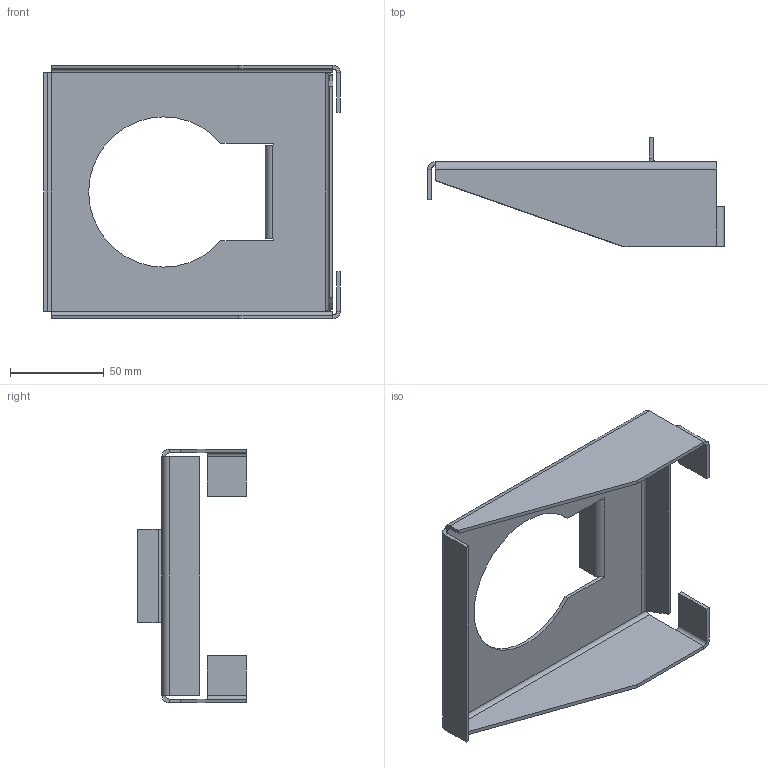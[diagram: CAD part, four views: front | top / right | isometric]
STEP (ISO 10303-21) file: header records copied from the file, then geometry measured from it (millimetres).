
FILE_DESCRIPTION((''),'2;1');
FILE_NAME('SHEETMETAL4','2017-11-01T21:19:25',('GKam'),(''),'CREO PARAMETRIC BY PTC INC, 2016510','CREO PARAMETRIC BY PTC INC, 2016510','');
FILE_SCHEMA(('AP242_MANAGED_MODEL_BASED_3D_ENGINEERING_MIM_LF { 1 0 10303 442 1 1 4 }'));
Length unit declared in the file: millimetre
Products named in the file (1): SHEETMETAL4
Bounding box: 158 x 58 x 135 mm (x, y, z)
Volume: 59229.4 mm3; surface area: 61619.2 mm2
Topology: 1 solids, 1 shells, 74 faces, 160 edges, 102 vertices
Faces by surface type: plane 55, cylinder 17, bspline 2
Entity records: 2452 total; most frequent: CARTESIAN_POINT 489, DIRECTION 346, ORIENTED_EDGE 320, EDGE_CURVE 160, VECTOR 126, LINE 126, AXIS2_PLACEMENT_3D 110, VERTEX_POINT 88
